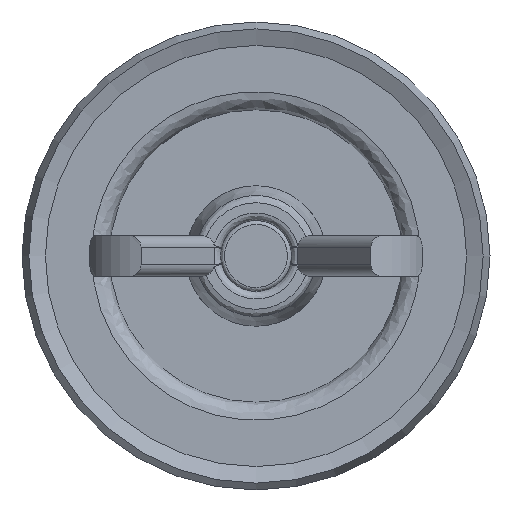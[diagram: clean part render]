
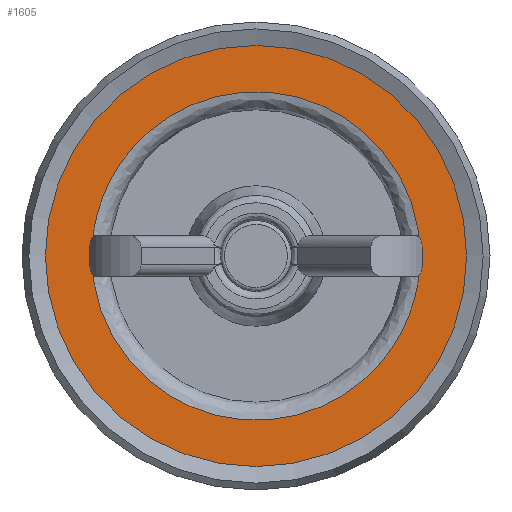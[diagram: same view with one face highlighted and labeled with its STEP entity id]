
A CAD part, front view. The second image highlights one B-rep face of the part: STEP entity #1605.
In plain terms, the highlighted planar face has unit normal (0, -1, 0).
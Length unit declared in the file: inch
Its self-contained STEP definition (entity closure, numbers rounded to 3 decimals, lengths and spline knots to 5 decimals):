
#83 = DIRECTION ( 'NONE',  ( 0., 1., 0. ) ) ;
#115 = CIRCLE ( 'NONE', #554, 0.5625 ) ;
#133 = DIRECTION ( 'NONE',  ( 0., 0., 1. ) ) ;
#331 = CARTESIAN_POINT ( 'NONE',  ( -0.4386, -0.3115, 0. ) ) ;
#390 = FACE_BOUND ( 'NONE', #439, .T. ) ;
#439 = EDGE_LOOP ( 'NONE', ( #2426, #2027 ) ) ;
#441 =( BOUNDED_CURVE ( )  B_SPLINE_CURVE ( 3, ( #1602, #2625, #1153, #331 ),
 .UNSPECIFIED., .F., .F. ) 
 B_SPLINE_CURVE_WITH_KNOTS ( ( 4, 4 ),
 ( 0., 1. ),
 .UNSPECIFIED. ) 
 CURVE ( )  GEOMETRIC_REPRESENTATION_ITEM ( )  RATIONAL_B_SPLINE_CURVE ( ( 1., 0.333, 0.333, 1. ) ) 
 REPRESENTATION_ITEM ( '' )  );
#554 = AXIS2_PLACEMENT_3D ( 'NONE', #606, #83, #1887 ) ;
#606 = CARTESIAN_POINT ( 'NONE',  ( 0., -0.3115, 0. ) ) ;
#656 = CARTESIAN_POINT ( 'NONE',  ( 0., -0.3115, 0. ) ) ;
#1041 = CARTESIAN_POINT ( 'NONE',  ( 0.4386, -0.3115, -0.8772 ) ) ;
#1055 = CARTESIAN_POINT ( 'NONE',  ( 0.4386, -0.3115, 0. ) ) ;
#1147 = VERTEX_POINT ( 'NONE', #2325 ) ;
#1153 = CARTESIAN_POINT ( 'NONE',  ( -0.4386, -0.3115, 0.8772 ) ) ;
#1343 = ORIENTED_EDGE ( 'NONE', *, *, #1349, .F. ) ;
#1349 = EDGE_CURVE ( 'NONE', #2410, #2410, #115, .T. ) ;
#1412 = PLANE ( 'NONE',  #3220 ) ;
#1602 = CARTESIAN_POINT ( 'NONE',  ( 0.4386, -0.3115, 0. ) ) ;
#1605 = ADVANCED_FACE ( 'NONE', ( #390, #2183 ), #1412, .F. ) ;
#1623 = CARTESIAN_POINT ( 'NONE',  ( 0.4386, -0.3115, 0. ) ) ;
#1769 = VERTEX_POINT ( 'NONE', #1623 ) ;
#1817 = CARTESIAN_POINT ( 'NONE',  ( -0.4386, -0.3115, 0. ) ) ;
#1887 = DIRECTION ( 'NONE',  ( 0., 0., 1. ) ) ;
#1933 = CARTESIAN_POINT ( 'NONE',  ( 0., -0.3115, 0.5625 ) ) ;
#1968 =( BOUNDED_CURVE ( )  B_SPLINE_CURVE ( 3, ( #1817, #2514, #1041, #1055 ),
 .UNSPECIFIED., .F., .T. ) 
 B_SPLINE_CURVE_WITH_KNOTS ( ( 4, 4 ),
 ( 0., 1. ),
 .UNSPECIFIED. ) 
 CURVE ( )  GEOMETRIC_REPRESENTATION_ITEM ( )  RATIONAL_B_SPLINE_CURVE ( ( 1., 0.333, 0.333, 1. ) ) 
 REPRESENTATION_ITEM ( '' )  );
#2027 = ORIENTED_EDGE ( 'NONE', *, *, #2041, .F. ) ;
#2041 = EDGE_CURVE ( 'NONE', #1769, #1147, #441, .T. ) ;
#2183 = FACE_OUTER_BOUND ( 'NONE', #2873, .T. ) ;
#2325 = CARTESIAN_POINT ( 'NONE',  ( -0.4386, -0.3115, 0. ) ) ;
#2410 = VERTEX_POINT ( 'NONE', #1933 ) ;
#2426 = ORIENTED_EDGE ( 'NONE', *, *, #2777, .F. ) ;
#2435 = DIRECTION ( 'NONE',  ( 0., 1., 0. ) ) ;
#2514 = CARTESIAN_POINT ( 'NONE',  ( -0.4386, -0.3115, -0.8772 ) ) ;
#2625 = CARTESIAN_POINT ( 'NONE',  ( 0.4386, -0.3115, 0.8772 ) ) ;
#2777 = EDGE_CURVE ( 'NONE', #1147, #1769, #1968, .T. ) ;
#2873 = EDGE_LOOP ( 'NONE', ( #1343 ) ) ;
#3220 = AXIS2_PLACEMENT_3D ( 'NONE', #656, #2435, #133 ) ;
